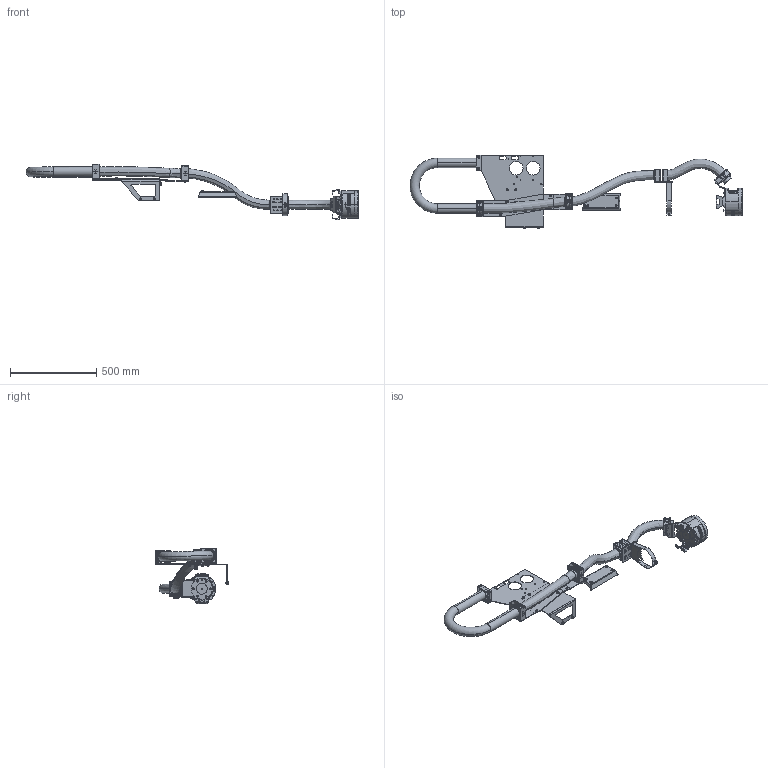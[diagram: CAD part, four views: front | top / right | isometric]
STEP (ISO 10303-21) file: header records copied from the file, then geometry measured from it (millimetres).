
FILE_DESCRIPTION (( 'STEP AP214' ), '1' );
FILE_NAME ('TS432-410.STEP', '2021-09-27T11:46:32', ( '' ), ( '' ), 'SwSTEP 2.0', 'SolidWorks 2019', '' );
FILE_SCHEMA (( 'AUTOMOTIVE_DESIGN' ));
Length unit declared in the file: millimetre
Products named in the file (1): TS432-410
Bounding box: 1924.8 x 426 x 322.76 mm (x, y, z)
Volume: 3673599.3 mm3; surface area: 1946766.8 mm2
Topology: 80 solids, 80 shells, 5108 faces, 13017 edges, 8164 vertices
Faces by surface type: plane 1907, cylinder 1640, bspline 996, cone 238, torus 227, sphere 100
Entity records: 267893 total; most frequent: CARTESIAN_POINT 93211, ORIENTED_EDGE 25650, DIRECTION 22597, EDGE_CURVE 12825, AXIS2_PLACEMENT_3D 8192, VERTEX_POINT 8156, LINE 6213, VECTOR 6213
